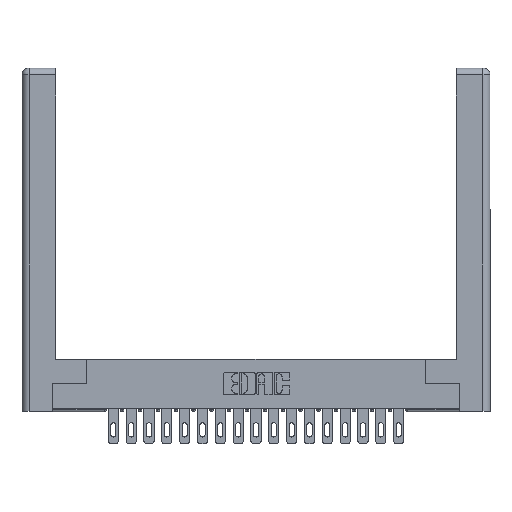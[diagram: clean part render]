
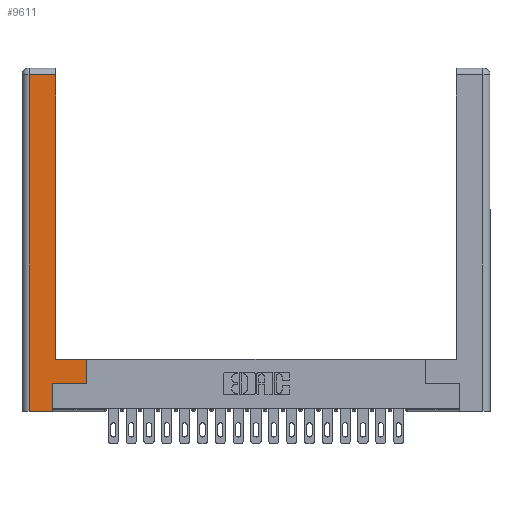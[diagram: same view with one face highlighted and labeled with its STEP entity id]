
A CAD part, top view. The second image highlights one B-rep face of the part: STEP entity #9611.
In plain terms, the highlighted planar face has unit normal (0, 0, 1).
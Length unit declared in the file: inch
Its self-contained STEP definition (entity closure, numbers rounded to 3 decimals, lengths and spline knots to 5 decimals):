
#68 = VERTEX_POINT ( 'NONE', #15833 ) ;
#80 = VECTOR ( 'NONE', #4776, 39.37008 ) ;
#341 = DIRECTION ( 'NONE',  ( -1., 0., 0. ) ) ;
#1086 = EDGE_CURVE ( 'NONE', #4469, #7855, #10670, .T. ) ;
#2284 = FACE_OUTER_BOUND ( 'NONE', #20214, .T. ) ;
#2289 = ORIENTED_EDGE ( 'NONE', *, *, #4922, .T. ) ;
#2848 = CARTESIAN_POINT ( 'NONE',  ( 0.265, 0.245, 0. ) ) ;
#3330 = DIRECTION ( 'NONE',  ( 0., 1., 0. ) ) ;
#3541 = CARTESIAN_POINT ( 'NONE',  ( 0.295, 0.45, 0. ) ) ;
#4026 = CARTESIAN_POINT ( 'NONE',  ( 0.565, 0.45, 0. ) ) ;
#4255 = CARTESIAN_POINT ( 'NONE',  ( 0.0615, 2.94, 0. ) ) ;
#4469 = VERTEX_POINT ( 'NONE', #4026 ) ;
#4638 = CARTESIAN_POINT ( 'NONE',  ( 0.0615, 0., 0. ) ) ;
#4776 = DIRECTION ( 'NONE',  ( 0., -1., 0. ) ) ;
#4922 = EDGE_CURVE ( 'NONE', #8301, #17662, #6144, .T. ) ;
#4947 = DIRECTION ( 'NONE',  ( 0., 0., -1. ) ) ;
#5698 = VECTOR ( 'NONE', #12782, 39.37008 ) ;
#5739 = ORIENTED_EDGE ( 'NONE', *, *, #9385, .T. ) ;
#5874 = LINE ( 'NONE', #19845, #9947 ) ;
#6144 = LINE ( 'NONE', #2848, #12540 ) ;
#6633 = DIRECTION ( 'NONE',  ( 1., 0., 0. ) ) ;
#7246 = EDGE_CURVE ( 'NONE', #19450, #8301, #5874, .T. ) ;
#7855 = VERTEX_POINT ( 'NONE', #3541 ) ;
#8301 = VERTEX_POINT ( 'NONE', #18584 ) ;
#8789 = CARTESIAN_POINT ( 'NONE',  ( 0.295, 3., 0. ) ) ;
#8828 = ORIENTED_EDGE ( 'NONE', *, *, #21379, .T. ) ;
#9253 = CARTESIAN_POINT ( 'NONE',  ( 0.0615, 0., 0. ) ) ;
#9385 = EDGE_CURVE ( 'NONE', #68, #4469, #23835, .T. ) ;
#9410 = CARTESIAN_POINT ( 'NONE',  ( 0.565, 0.245, 0. ) ) ;
#9611 = ADVANCED_FACE ( 'NONE', ( #2284 ), #20118, .F. ) ;
#9765 = CARTESIAN_POINT ( 'NONE',  ( 0.565, 0.45, 0. ) ) ;
#9947 = VECTOR ( 'NONE', #6633, 39.37008 ) ;
#10390 = EDGE_CURVE ( 'NONE', #7855, #19470, #18274, .T. ) ;
#10670 = LINE ( 'NONE', #21963, #5698 ) ;
#10983 = CARTESIAN_POINT ( 'NONE',  ( 0.295, 2.94, 0. ) ) ;
#12408 = EDGE_CURVE ( 'NONE', #16612, #19450, #19909, .T. ) ;
#12540 = VECTOR ( 'NONE', #23180, 39.37008 ) ;
#12782 = DIRECTION ( 'NONE',  ( -1., 0., 0. ) ) ;
#13177 = DIRECTION ( 'NONE',  ( 1., 0., 0. ) ) ;
#13706 = VECTOR ( 'NONE', #13177, 39.37008 ) ;
#13738 = CARTESIAN_POINT ( 'NONE',  ( 0.0615, 2.94, 0. ) ) ;
#15418 = CARTESIAN_POINT ( 'NONE',  ( 0.265, 0.245, 0. ) ) ;
#15833 = CARTESIAN_POINT ( 'NONE',  ( 0.565, 0.245, 0. ) ) ;
#16121 = CARTESIAN_POINT ( 'NONE',  ( 0., 0., 0. ) ) ;
#16612 = VERTEX_POINT ( 'NONE', #13738 ) ;
#17662 = VERTEX_POINT ( 'NONE', #15418 ) ;
#17849 = VECTOR ( 'NONE', #341, 39.37008 ) ;
#17874 = ORIENTED_EDGE ( 'NONE', *, *, #10390, .T. ) ;
#18274 = LINE ( 'NONE', #8789, #22330 ) ;
#18584 = CARTESIAN_POINT ( 'NONE',  ( 0.265, 0., 0. ) ) ;
#18666 = DIRECTION ( 'NONE',  ( -1., 0., 0. ) ) ;
#18680 = LINE ( 'NONE', #9410, #13706 ) ;
#18970 = EDGE_CURVE ( 'NONE', #19470, #16612, #22784, .T. ) ;
#19450 = VERTEX_POINT ( 'NONE', #9253 ) ;
#19470 = VERTEX_POINT ( 'NONE', #10983 ) ;
#19843 = ORIENTED_EDGE ( 'NONE', *, *, #12408, .T. ) ;
#19845 = CARTESIAN_POINT ( 'NONE',  ( 0.265, 0., 0. ) ) ;
#19909 = LINE ( 'NONE', #4638, #80 ) ;
#19972 = ORIENTED_EDGE ( 'NONE', *, *, #1086, .T. ) ;
#20118 = PLANE ( 'NONE',  #23721 ) ;
#20214 = EDGE_LOOP ( 'NONE', ( #17874, #23471, #19843, #22841, #2289, #8828, #5739, #19972 ) ) ;
#21379 = EDGE_CURVE ( 'NONE', #17662, #68, #18680, .T. ) ;
#21496 = DIRECTION ( 'NONE',  ( 0., 1., 0. ) ) ;
#21963 = CARTESIAN_POINT ( 'NONE',  ( 0.295, 0.45, 0. ) ) ;
#22330 = VECTOR ( 'NONE', #3330, 39.37008 ) ;
#22784 = LINE ( 'NONE', #4255, #17849 ) ;
#22841 = ORIENTED_EDGE ( 'NONE', *, *, #7246, .T. ) ;
#23180 = DIRECTION ( 'NONE',  ( 0., 1., 0. ) ) ;
#23247 = VECTOR ( 'NONE', #21496, 39.37008 ) ;
#23471 = ORIENTED_EDGE ( 'NONE', *, *, #18970, .T. ) ;
#23721 = AXIS2_PLACEMENT_3D ( 'NONE', #16121, #4947, #18666 ) ;
#23835 = LINE ( 'NONE', #9765, #23247 ) ;
